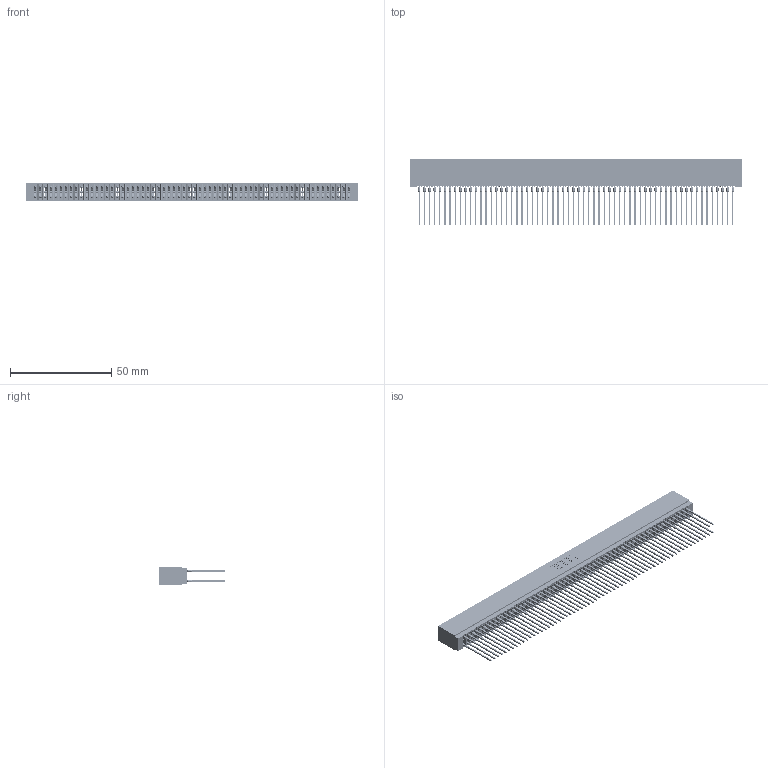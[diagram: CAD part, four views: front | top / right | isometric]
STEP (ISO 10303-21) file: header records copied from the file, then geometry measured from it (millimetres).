
FILE_DESCRIPTION (( 'STEP AP203' ), '1' );
FILE_NAME ('725-124-541-201.STEP', '2026-02-24T21:18:13', ( '' ), ( '' ), 'SwSTEP 2.0', 'SolidWorks 2023', '' );
FILE_SCHEMA (( 'CONFIG_CONTROL_DESIGN' ));
Products named in the file (3): 725-124-541-201; 725 Part_Insulator Option - 01; 745-292-001_541
Assembly tree (125 placements, depth 2):
  725-124-541-201
    725 Part_Insulator Option - 01
    745-292-001_541  x124
Bounding box: 164.08 x 33.03 x 8.89 mm (x, y, z)
Volume: 13518.9 mm3; surface area: 31432.6 mm2
Topology: 125 solids, 125 shells, 11193 faces, 30076 edges, 18892 vertices
Faces by surface type: plane 5759, bspline 2480, cylinder 2210, torus 744
Entity records: 101612 total; most frequent: CARTESIAN_POINT 18119, ORIENTED_EDGE 17594, DIRECTION 15355, EDGE_CURVE 8797, VECTOR 8243, LINE 8243, VERTEX_POINT 5608, AXIS2_PLACEMENT_3D 3556
